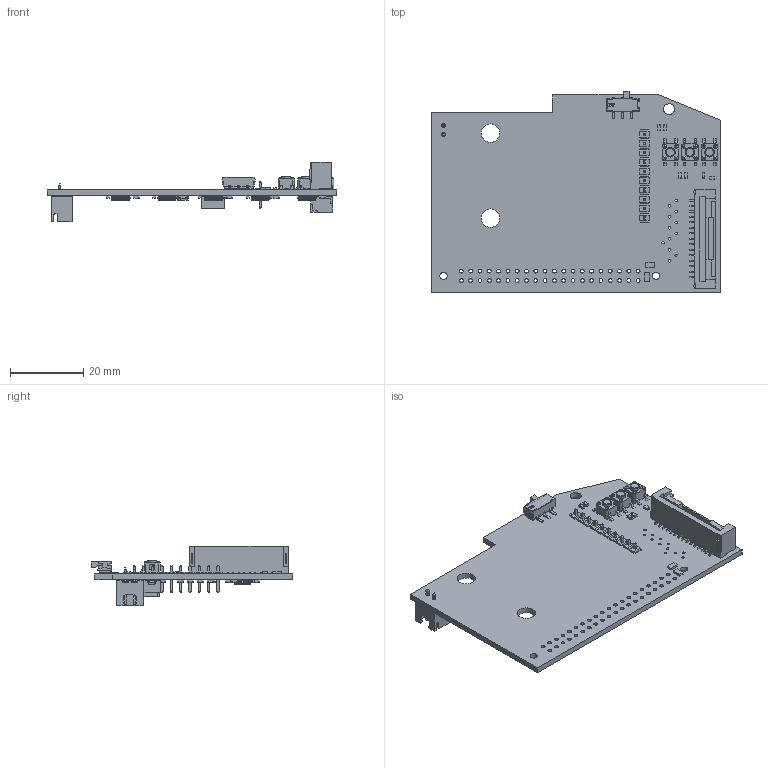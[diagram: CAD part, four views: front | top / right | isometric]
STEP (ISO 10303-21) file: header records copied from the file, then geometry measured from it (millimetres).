
FILE_DESCRIPTION(('Open CASCADE Model'),'2;1');
FILE_NAME('Open CASCADE Shape Model','2022-11-07T15:53:41',('Author'),( 'Open CASCADE'),'Open CASCADE STEP processor 6.8','Open CASCADE 6.8' ,'Unknown');
FILE_SCHEMA(('AUTOMOTIVE_DESIGN { 1 0 10303 214 1 1 1 1 }'));
Length unit declared in the file: millimetre
Products named in the file (87): PCB; Board; Open CASCADE STEP translator 6.8 1.1.1; R23; 5949281152; Extruded; 5949281312; R3; R1; 5949280912; 5949280672; R38; R37; R36; R35; R34; R33; R32; R31; R30; R29; R28; R27; R26; R25; R24; U7; 5998313888; U6; R22; R21; R20; Q2; SOT23-3; Q1; S4; JS102011SAQN--3DModel-Eagle-1; J6; B2B-XH-A(LF)(SN)--3DModel-STEP-56544; S3 ...
Assembly tree (223 placements, depth 4):
  PCB
    Board
      Open CASCADE STEP translator 6.8 1.1.1
    R23
      5949281152  x2
        Extruded
      5949281312
        Extruded
    R3
      5949281312
        Extruded
      5949281152  x2
        Extruded
    R1
      5949280912  x2
        Extruded
      5949280672
        Extruded
    R38
      5949280912  x2
        Extruded
      5949280672
        Extruded
    R37
      5949280912  x2
        Extruded
      5949280672
        Extruded
    R36
      5949280912  x2
        Extruded
      5949280672
        Extruded
    R35
      5949280672
        Extruded
      5949280912  x2
        Extruded
    R34
      5949280912  x2
        Extruded
      5949280672
        Extruded
    R33
      5949280912  x2
        Extruded
      5949280672
        Extruded
    R32
      5949280912  x2
        Extruded
      5949280672
        Extruded
    R31
      5949280912  x2
        Extruded
      5949280672
        Extruded
    R30
      5949280912  x2
Bounding box: 79 x 55.11 x 16.34 mm (x, y, z)
Volume: 8170.7 mm3; surface area: 12833.7 mm2
Topology: 238 solids, 250 shells, 3695 faces, 8901 edges, 5762 vertices
Faces by surface type: plane 2847, cylinder 658, bspline 90, extrusion 47, sphere 43, cone 7, torus 3
Full cylindrical faces by diameter (mm): 0.636 x12, 0.65 x12, 0.7 x12, 0.888 x9, 0.95 x12, 0.964 x1, 1 x4, 1.02 x40, 1.04 x3, 2 x2, 2.6 x3, 3 x1, 5 x2
Entity records: 50587 total; most frequent: CARTESIAN_POINT 9971, ORIENTED_EDGE 7094, DIRECTION 6866, EDGE_CURVE 3547, VECTOR 2918, LINE 2871, VERTEX_POINT 2244, AXIS2_PLACEMENT_3D 1974
